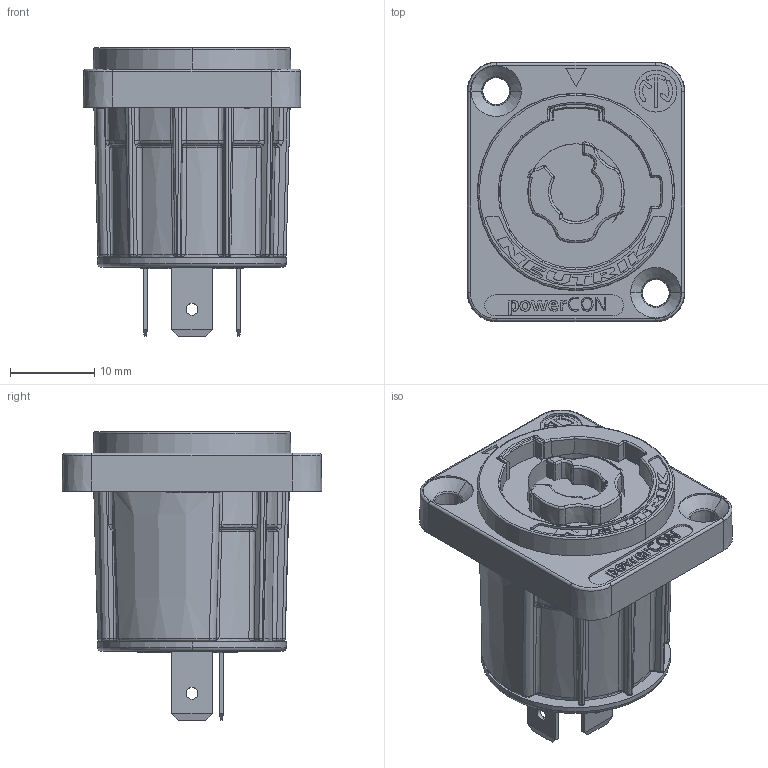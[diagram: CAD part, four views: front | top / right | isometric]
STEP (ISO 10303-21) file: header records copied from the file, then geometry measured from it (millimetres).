
FILE_DESCRIPTION((''),'2;1');
FILE_NAME('NAC3MPXXA-WOT','2020-04-30T12:43:01',('phk'),(''),'CREO PARAMETRIC BY PTC INC, 2019080','CREO PARAMETRIC BY PTC INC, 2019080','');
FILE_SCHEMA(('CONFIG_CONTROL_DESIGN'));
Products named in the file (1): NAC3MPXXA-WOT
Bounding box: 25.9 x 30.9 x 34.3 mm (x, y, z)
Volume: 10509.6 mm3; surface area: 5705.5 mm2
Topology: 1 solids, 6 shells, 1213 faces, 3000 edges, 1851 vertices
Faces by surface type: plane 364, extrusion 216, bspline 212, cylinder 184, cone 93, torus 88, sphere 56
Entity records: 51085 total; most frequent: CARTESIAN_POINT 24629, ORIENTED_EDGE 5988, DIRECTION 4550, EDGE_CURVE 2999, VERTEX_POINT 1851, AXIS2_PLACEMENT_3D 1552, VECTOR 1446, EDGE_LOOP 1288
